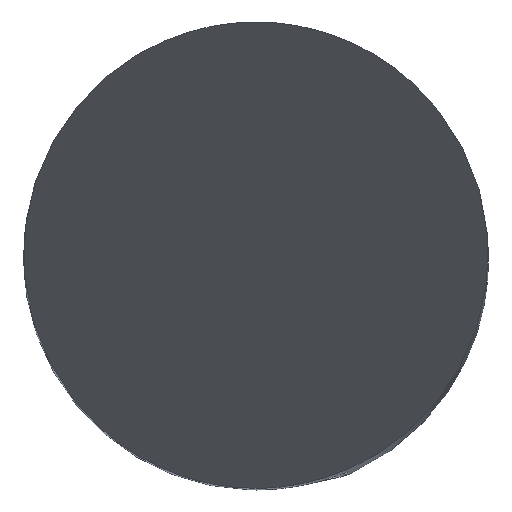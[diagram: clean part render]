
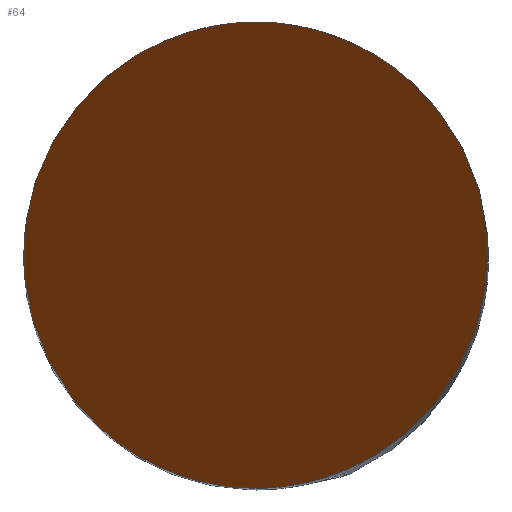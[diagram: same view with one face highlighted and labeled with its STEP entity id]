
A CAD part, top view. The second image highlights one B-rep face of the part: STEP entity #64.
In plain terms, the highlighted planar face has unit normal (0, -0.866, 0.5).
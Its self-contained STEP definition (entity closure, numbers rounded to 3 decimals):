
#51=PLANE('',#598);
#64=ADVANCED_FACE('',(#105),#51,.F.);
#105=FACE_OUTER_BOUND('',#136,.T.);
#136=EDGE_LOOP('',(#270,#271));
#270=ORIENTED_EDGE('',*,*,#477,.F.);
#271=ORIENTED_EDGE('',*,*,#471,.F.);
#420=VERTEX_POINT('',#761);
#421=VERTEX_POINT('',#762);
#471=EDGE_CURVE('',#420,#421,#558,.T.);
#477=EDGE_CURVE('',#421,#420,#559,.T.);
#558=(
BOUNDED_CURVE()
B_SPLINE_CURVE(3,(#757,#758,#759,#760),.UNSPECIFIED.,.F.,.F.)
B_SPLINE_CURVE_WITH_KNOTS((4,4),(0.,1.),.UNSPECIFIED.)
CURVE()
GEOMETRIC_REPRESENTATION_ITEM()
RATIONAL_B_SPLINE_CURVE((1.,0.333,0.333,1.))
REPRESENTATION_ITEM('')
);
#559=(
BOUNDED_CURVE()
B_SPLINE_CURVE(3,(#779,#780,#781,#782),.UNSPECIFIED.,.F.,.F.)
B_SPLINE_CURVE_WITH_KNOTS((4,4),(0.,1.),.UNSPECIFIED.)
CURVE()
GEOMETRIC_REPRESENTATION_ITEM()
RATIONAL_B_SPLINE_CURVE((1.,0.333,0.333,1.))
REPRESENTATION_ITEM('')
);
#598=AXIS2_PLACEMENT_3D('',#783,#645,#646);
#645=DIRECTION('',(0.,0.866,-0.5));
#646=DIRECTION('',(0.,-0.5,-0.866));
#757=CARTESIAN_POINT('',(0.,-3.5,-6.062));
#758=CARTESIAN_POINT('',(-7.,-3.5,-6.062));
#759=CARTESIAN_POINT('',(-7.,3.5,6.062));
#760=CARTESIAN_POINT('',(0.,3.5,6.062));
#761=CARTESIAN_POINT('',(0.,-3.5,-6.062));
#762=CARTESIAN_POINT('',(0.,3.5,6.062));
#779=CARTESIAN_POINT('',(0.,3.5,6.062));
#780=CARTESIAN_POINT('',(7.,3.5,6.062));
#781=CARTESIAN_POINT('',(7.,-3.5,-6.062));
#782=CARTESIAN_POINT('',(0.,-3.5,-6.062));
#783=CARTESIAN_POINT('',(3.5,-3.5,-6.062));
